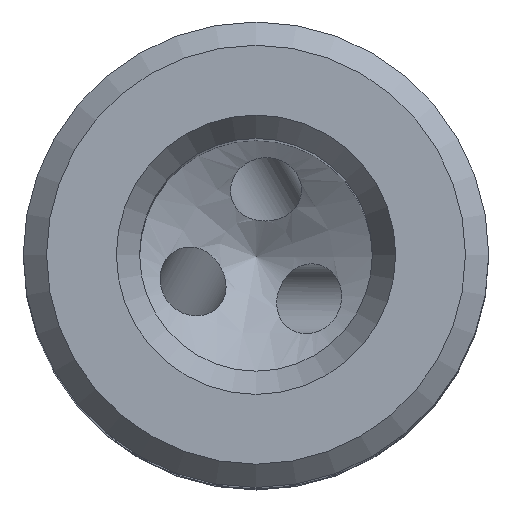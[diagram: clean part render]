
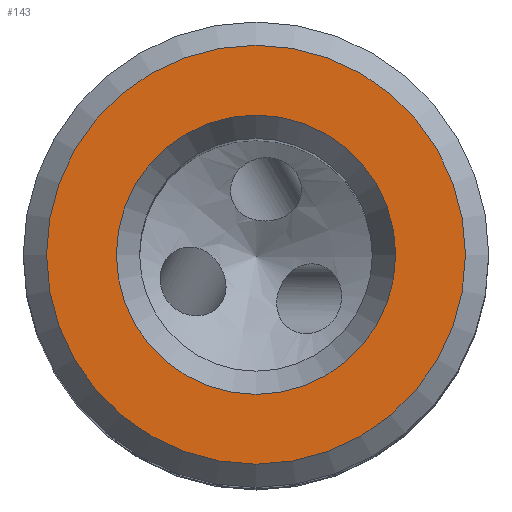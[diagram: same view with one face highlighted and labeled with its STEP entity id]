
A CAD part, top view. The second image highlights one B-rep face of the part: STEP entity #143.
In plain terms, the highlighted planar face has unit normal (0, 0, 1).
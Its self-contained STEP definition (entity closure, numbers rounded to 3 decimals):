
#42=PLANE('',#803);
#143=ADVANCED_FACE('',(#304,#305),#42,.T.);
#304=FACE_BOUND('',#402,.T.);
#305=FACE_BOUND('',#403,.T.);
#402=EDGE_LOOP('',(#524));
#403=EDGE_LOOP('',(#525));
#524=ORIENTED_EDGE('',*,*,#678,.T.);
#525=ORIENTED_EDGE('',*,*,#679,.T.);
#611=VERTEX_POINT('',#1422);
#612=VERTEX_POINT('',#1424);
#678=EDGE_CURVE('',#611,#611,#733,.T.);
#679=EDGE_CURVE('',#612,#612,#734,.T.);
#733=CIRCLE('',#801,6.);
#734=CIRCLE('',#802,9.);
#801=AXIS2_PLACEMENT_3D('',#1421,#967,#968);
#802=AXIS2_PLACEMENT_3D('',#1423,#969,#970);
#803=AXIS2_PLACEMENT_3D('',#1425,#971,#972);
#967=DIRECTION('',(0.,0.,-1.));
#968=DIRECTION('',(1.,0.,0.));
#969=DIRECTION('',(0.,0.,1.));
#970=DIRECTION('',(1.,0.,0.));
#971=DIRECTION('',(0.,0.,1.));
#972=DIRECTION('',(1.,0.,0.));
#1421=CARTESIAN_POINT('',(0.,0.,17.));
#1422=CARTESIAN_POINT('',(6.,0.,17.));
#1423=CARTESIAN_POINT('',(0.,0.,17.));
#1424=CARTESIAN_POINT('',(9.,0.,17.));
#1425=CARTESIAN_POINT('',(0.,0.,17.));
